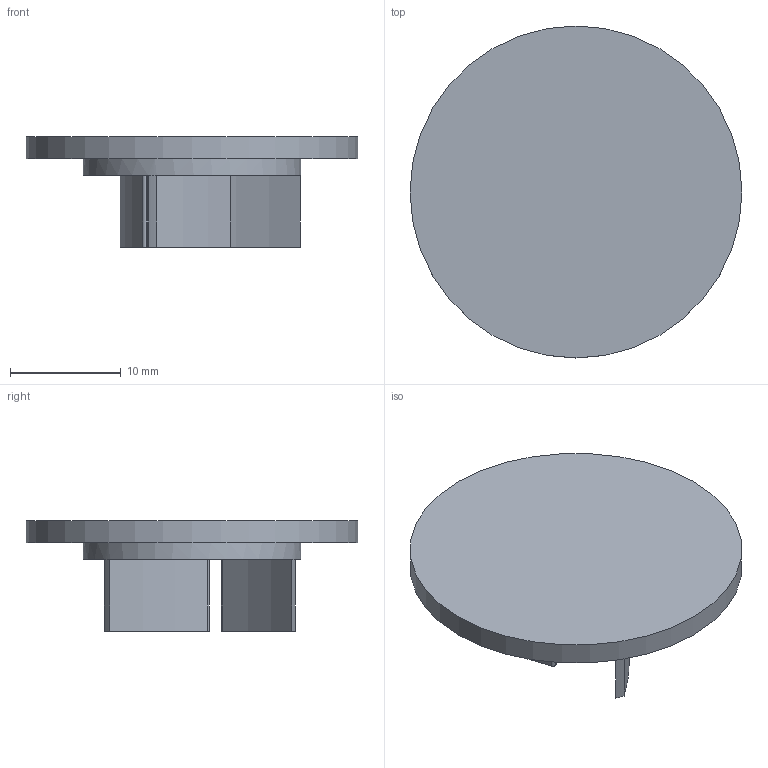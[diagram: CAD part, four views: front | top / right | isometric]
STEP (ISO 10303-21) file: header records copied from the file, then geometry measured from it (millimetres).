
FILE_DESCRIPTION(('FreeCAD Model'),'2;1');
FILE_NAME('Impeller-Blades.step', '2015-10-04T21:25:37',('Author'),(''), 'Open CASCADE STEP processor 6.8','FreeCAD','Unknown');
FILE_SCHEMA(('AUTOMOTIVE_DESIGN_CC2 { 1 2 10303 214 -1 1 5 4 }'));
Length unit declared in the file: millimetre
Products named in the file (1): Impeller-Blades
Bounding box: 30 x 30 x 10 mm (x, y, z)
Volume: 1999.5 mm3; surface area: 2089.3 mm2
Topology: 1 solids, 1 shells, 26 faces, 63 edges, 40 vertices
Faces by surface type: cylinder 17, plane 9
Full cylindrical faces by diameter (mm): 19.7 x1, 30 x1
Entity records: 1682 total; most frequent: CARTESIAN_POINT 388, DIRECTION 258, ORIENTED_EDGE 126, PCURVE 126, DEFINITIONAL_REPRESENTATION 126, LINE 118, VECTOR 118, AXIS2_PLACEMENT_3D 64
